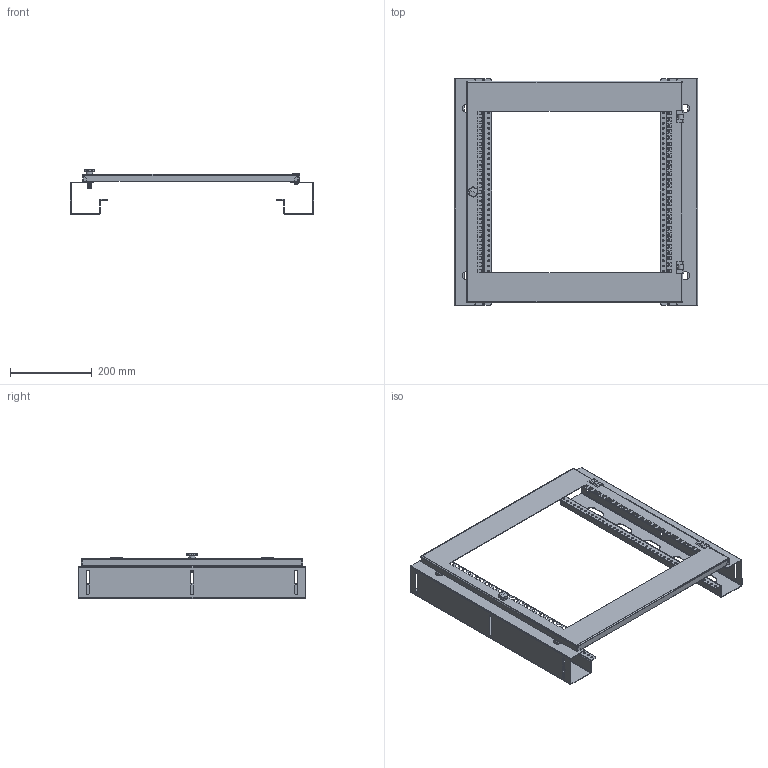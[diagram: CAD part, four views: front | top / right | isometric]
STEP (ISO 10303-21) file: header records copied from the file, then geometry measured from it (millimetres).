
FILE_DESCRIPTION (( 'STEP AP214' ), '1' );
FILE_NAME ('405.606.STEP', '2024-08-13T08:12:24', ( '' ), ( '' ), 'SwSTEP 2.0', 'SolidWorks 2021', '' );
FILE_SCHEMA (( 'AUTOMOTIVE_DESIGN' ));
Length unit declared in the file: millimetre
Products named in the file (11): 嵑謺麃 檐; ﾁ瑩璧裲; Øïèëüêà Ì6; Ãàéêà Ì6 ñ íåéëîíîâûì êîëüöîì; 405.606; ﾘ琺矜 ﾌ6; Âèíò Ì5; Ðó÷êà-áàðàøåê; Çàêëåïêà ðåçüáîâàÿ Ì6 øåñòèãðàííàÿ ñ óìåíüøåííûì áîðòîì; 405.006
Assembly tree (13 placements, depth 3):
  405.606
    405.606
    405.006  x2
    嵑謺麃 檐  x2
    Âèíò Ì5  x2
    Çàêëåïêà ðåçüáîâàÿ Ì6 øåñòèãðàííàÿ ñ óìåíüøåííûì áîðòîì
    Ðó÷êà-áàðàøåê
      ﾁ瑩璧裲
      Øïèëüêà Ì6
    Ãàéêà Ì6 ñ íåéëîíîâûì êîëüöîì
    ﾘ琺矜 ﾌ6
Bounding box: 596 x 555 x 110.55 mm (x, y, z)
Volume: 644622.8 mm3; surface area: 867568.1 mm2
Topology: 16 solids, 16 shells, 1077 faces, 2886 edges, 1848 vertices
Faces by surface type: plane 573, cylinder 434, bspline 34, cone 30, sphere 6
Entity records: 33497 total; most frequent: CARTESIAN_POINT 13134, ORIENTED_EDGE 4268, DIRECTION 3870, EDGE_CURVE 2134, LINE 1434, VECTOR 1434, VERTEX_POINT 1371, AXIS2_PLACEMENT_3D 1218
